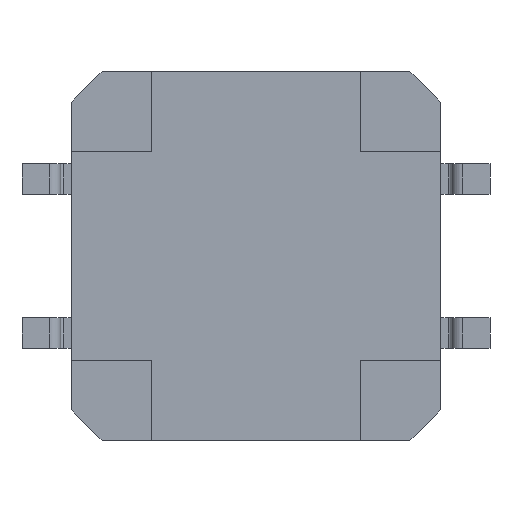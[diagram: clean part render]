
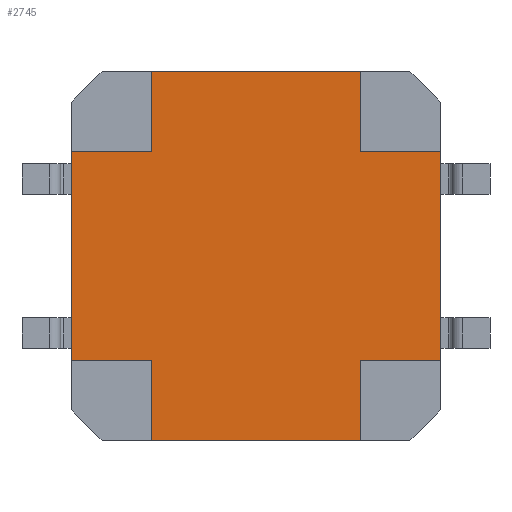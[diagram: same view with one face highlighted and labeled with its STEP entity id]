
A CAD part, front view. The second image highlights one B-rep face of the part: STEP entity #2745.
In plain terms, the highlighted planar face has unit normal (0, -1, 0).
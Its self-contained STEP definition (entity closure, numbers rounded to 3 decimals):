
#8 = ORIENTED_EDGE ( 'NONE', *, *, #2527, .F. ) ;
#45 = DIRECTION ( 'NONE',  ( -1., 0., 0. ) ) ;
#57 = VERTEX_POINT ( 'NONE', #3715 ) ;
#169 = CARTESIAN_POINT ( 'NONE',  ( 0., 0.5, 0. ) ) ;
#192 = CARTESIAN_POINT ( 'NONE',  ( 3.4, 0.5, -6. ) ) ;
#222 = CARTESIAN_POINT ( 'NONE',  ( 3.4, 0.5, -3.4 ) ) ;
#246 = LINE ( 'NONE', #1737, #3381 ) ;
#327 = LINE ( 'NONE', #1690, #604 ) ;
#330 = DIRECTION ( 'NONE',  ( 0., 0., 1. ) ) ;
#338 = DIRECTION ( 'NONE',  ( 0., 0., 1. ) ) ;
#400 = LINE ( 'NONE', #1810, #4278 ) ;
#557 = ORIENTED_EDGE ( 'NONE', *, *, #3001, .F. ) ;
#604 = VECTOR ( 'NONE', #613, 1000. ) ;
#613 = DIRECTION ( 'NONE',  ( 0., 0., 1. ) ) ;
#625 = EDGE_CURVE ( 'NONE', #2758, #3151, #1745, .T. ) ;
#658 = VERTEX_POINT ( 'NONE', #1317 ) ;
#667 = CARTESIAN_POINT ( 'NONE',  ( -6., 0.5, 3.4 ) ) ;
#846 = LINE ( 'NONE', #959, #3550 ) ;
#863 = DIRECTION ( 'NONE',  ( -1., 0., 0. ) ) ;
#882 = EDGE_CURVE ( 'NONE', #3504, #3263, #246, .T. ) ;
#959 = CARTESIAN_POINT ( 'NONE',  ( 6., 0.5, 3.4 ) ) ;
#972 = CARTESIAN_POINT ( 'NONE',  ( -6., 0.5, 5. ) ) ;
#1146 = EDGE_CURVE ( 'NONE', #4530, #3626, #1157, .T. ) ;
#1157 = LINE ( 'NONE', #2644, #4122 ) ;
#1206 = DIRECTION ( 'NONE',  ( 0., 1., 0. ) ) ;
#1231 = DIRECTION ( 'NONE',  ( 0., 0., -1. ) ) ;
#1252 = ORIENTED_EDGE ( 'NONE', *, *, #1387, .F. ) ;
#1294 = VERTEX_POINT ( 'NONE', #2695 ) ;
#1317 = CARTESIAN_POINT ( 'NONE',  ( -3.4, 0.5, 6. ) ) ;
#1331 = VECTOR ( 'NONE', #863, 1000. ) ;
#1387 = EDGE_CURVE ( 'NONE', #3263, #2758, #2959, .T. ) ;
#1506 = CARTESIAN_POINT ( 'NONE',  ( -5., 0.5, -6. ) ) ;
#1540 = CARTESIAN_POINT ( 'NONE',  ( -3.4, 0.5, 3.4 ) ) ;
#1569 = CARTESIAN_POINT ( 'NONE',  ( -5., 0.5, 6. ) ) ;
#1587 = LINE ( 'NONE', #1569, #3840 ) ;
#1675 = CARTESIAN_POINT ( 'NONE',  ( 6., 0.5, 3.4 ) ) ;
#1690 = CARTESIAN_POINT ( 'NONE',  ( -3.4, 0.5, 6. ) ) ;
#1723 = EDGE_LOOP ( 'NONE', ( #3755, #3084, #1782, #2304, #3303, #4163, #3409, #3235, #8, #557, #2394, #1252 ) ) ;
#1737 = CARTESIAN_POINT ( 'NONE',  ( -3.4, 0.5, -3.4 ) ) ;
#1745 = LINE ( 'NONE', #972, #2049 ) ;
#1764 = CARTESIAN_POINT ( 'NONE',  ( 3.4, 0.5, 3.4 ) ) ;
#1782 = ORIENTED_EDGE ( 'NONE', *, *, #3946, .F. ) ;
#1810 = CARTESIAN_POINT ( 'NONE',  ( 6., 0.5, 5. ) ) ;
#1964 = DIRECTION ( 'NONE',  ( 0., 0., 1. ) ) ;
#1976 = LINE ( 'NONE', #222, #3097 ) ;
#1980 = DIRECTION ( 'NONE',  ( 1., 0., 0. ) ) ;
#2049 = VECTOR ( 'NONE', #338, 1000. ) ;
#2142 = CARTESIAN_POINT ( 'NONE',  ( -3.4, 0.5, -3.4 ) ) ;
#2245 = VERTEX_POINT ( 'NONE', #2574 ) ;
#2263 = CARTESIAN_POINT ( 'NONE',  ( 3.4, 0.5, -6. ) ) ;
#2304 = ORIENTED_EDGE ( 'NONE', *, *, #3499, .F. ) ;
#2349 = DIRECTION ( 'NONE',  ( 0., 0., -1. ) ) ;
#2394 = ORIENTED_EDGE ( 'NONE', *, *, #625, .F. ) ;
#2527 = EDGE_CURVE ( 'NONE', #57, #658, #327, .T. ) ;
#2574 = CARTESIAN_POINT ( 'NONE',  ( 6., 0.5, -3.4 ) ) ;
#2640 = PLANE ( 'NONE',  #3541 ) ;
#2644 = CARTESIAN_POINT ( 'NONE',  ( 3.4, 0.5, 3.4 ) ) ;
#2653 = DIRECTION ( 'NONE',  ( -1., 0., 0. ) ) ;
#2695 = CARTESIAN_POINT ( 'NONE',  ( 3.4, 0.5, -3.4 ) ) ;
#2745 = ADVANCED_FACE ( 'NONE', ( #2965 ), #2640, .F. ) ;
#2747 = CARTESIAN_POINT ( 'NONE',  ( -3.4, 0.5, -6. ) ) ;
#2758 = VERTEX_POINT ( 'NONE', #2987 ) ;
#2959 = LINE ( 'NONE', #3277, #3528 ) ;
#2965 = FACE_OUTER_BOUND ( 'NONE', #1723, .T. ) ;
#2987 = CARTESIAN_POINT ( 'NONE',  ( -6., 0.5, -3.4 ) ) ;
#3001 = EDGE_CURVE ( 'NONE', #3151, #57, #3658, .T. ) ;
#3053 = EDGE_CURVE ( 'NONE', #658, #4530, #1587, .T. ) ;
#3057 = VERTEX_POINT ( 'NONE', #2263 ) ;
#3084 = ORIENTED_EDGE ( 'NONE', *, *, #3278, .F. ) ;
#3097 = VECTOR ( 'NONE', #2653, 1000. ) ;
#3151 = VERTEX_POINT ( 'NONE', #667 ) ;
#3186 = VECTOR ( 'NONE', #2349, 1000. ) ;
#3235 = ORIENTED_EDGE ( 'NONE', *, *, #3053, .F. ) ;
#3239 = VECTOR ( 'NONE', #1980, 1000. ) ;
#3263 = VERTEX_POINT ( 'NONE', #2142 ) ;
#3269 = CARTESIAN_POINT ( 'NONE',  ( 3.4, 0.5, 6. ) ) ;
#3277 = CARTESIAN_POINT ( 'NONE',  ( -6., 0.5, -3.4 ) ) ;
#3278 = EDGE_CURVE ( 'NONE', #3057, #3504, #4345, .T. ) ;
#3303 = ORIENTED_EDGE ( 'NONE', *, *, #3788, .F. ) ;
#3381 = VECTOR ( 'NONE', #330, 1000. ) ;
#3409 = ORIENTED_EDGE ( 'NONE', *, *, #1146, .F. ) ;
#3426 = LINE ( 'NONE', #192, #3186 ) ;
#3499 = EDGE_CURVE ( 'NONE', #2245, #1294, #1976, .T. ) ;
#3504 = VERTEX_POINT ( 'NONE', #2747 ) ;
#3528 = VECTOR ( 'NONE', #45, 1000. ) ;
#3541 = AXIS2_PLACEMENT_3D ( 'NONE', #169, #1206, #1964 ) ;
#3550 = VECTOR ( 'NONE', #4449, 1000. ) ;
#3598 = VERTEX_POINT ( 'NONE', #1675 ) ;
#3626 = VERTEX_POINT ( 'NONE', #1764 ) ;
#3651 = DIRECTION ( 'NONE',  ( 0., 0., -1. ) ) ;
#3658 = LINE ( 'NONE', #1540, #3239 ) ;
#3715 = CARTESIAN_POINT ( 'NONE',  ( -3.4, 0.5, 3.4 ) ) ;
#3755 = ORIENTED_EDGE ( 'NONE', *, *, #882, .F. ) ;
#3788 = EDGE_CURVE ( 'NONE', #3598, #2245, #400, .T. ) ;
#3840 = VECTOR ( 'NONE', #4429, 1000. ) ;
#3946 = EDGE_CURVE ( 'NONE', #1294, #3057, #3426, .T. ) ;
#4122 = VECTOR ( 'NONE', #1231, 1000. ) ;
#4163 = ORIENTED_EDGE ( 'NONE', *, *, #4544, .F. ) ;
#4278 = VECTOR ( 'NONE', #3651, 1000. ) ;
#4345 = LINE ( 'NONE', #1506, #1331 ) ;
#4429 = DIRECTION ( 'NONE',  ( 1., 0., 0. ) ) ;
#4449 = DIRECTION ( 'NONE',  ( 1., 0., 0. ) ) ;
#4530 = VERTEX_POINT ( 'NONE', #3269 ) ;
#4544 = EDGE_CURVE ( 'NONE', #3626, #3598, #846, .T. ) ;
